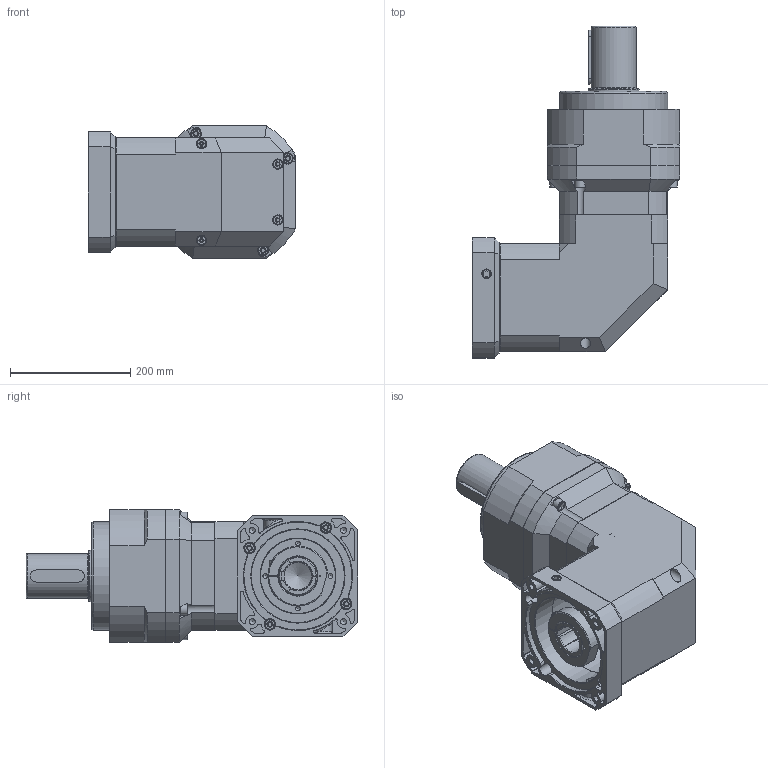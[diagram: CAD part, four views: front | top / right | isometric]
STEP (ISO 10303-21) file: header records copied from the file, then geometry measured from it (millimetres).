
FILE_DESCRIPTION((''),'2;1');
FILE_NAME('KSEL-220-2.stp','2014-04-21T14:48:51',('young'),(''),'Autodesk Inventor 2012','Autodesk Inventor 2012','');
FILE_SCHEMA(('AUTOMOTIVE_DESIGN { 1 0 10303 214 1 1 1 1 }'));
Length unit declared in the file: millimetre
Products named in the file (3): KSEL-220-2; 180-1-Angle; KSE-220-2-Body
Assembly tree (2 placements, depth 2):
  KSEL-220-2
    180-1-Angle
    KSE-220-2-Body
Bounding box: 345 x 552.6 x 220 mm (x, y, z)
Volume: 14422924.6 mm3; surface area: 1068042.1 mm2
Topology: 23 solids, 25 shells, 865 faces, 2072 edges, 1322 vertices
Faces by surface type: plane 451, cylinder 240, cone 125, bspline 26, torus 23
Full cylindrical faces by diameter (mm): 8 x4, 8.5 x5, 10 x5, 10.2 x12, 11 x1, 12 x8, 13 x12, 13.835 x1, 14 x4, 14.5 x4, 15.607 x2, 16 x5, 17 x4, 18 x8, 19 x4, 38 x1, 40 x2, 46 x1, 58 x1, 65.4 x1, 70 x1, 74.7 x1, 75 x2, 81 x1, 85 x1, 87 x1, 90 x3, 110 x1, 125 x1, 125.5 x1
Entity records: 30639 total; most frequent: CARTESIAN_POINT 11282, DIRECTION 3997, ORIENTED_EDGE 3608, EDGE_CURVE 1804, AXIS2_PLACEMENT_3D 1536, VERTEX_POINT 1266, EDGE_LOOP 1182, VECTOR 925
